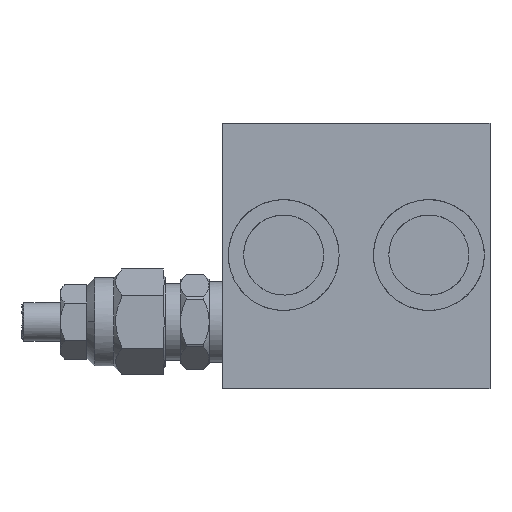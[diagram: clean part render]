
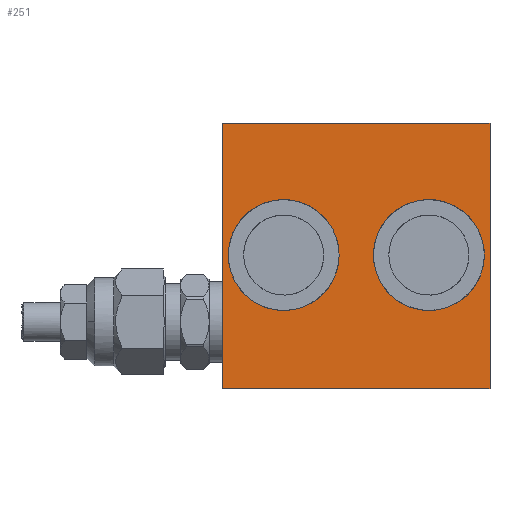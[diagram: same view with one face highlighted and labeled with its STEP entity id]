
A CAD part, left-side view. The second image highlights one B-rep face of the part: STEP entity #251.
In plain terms, the highlighted planar face has unit normal (-1, 0, 0).
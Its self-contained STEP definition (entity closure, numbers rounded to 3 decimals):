
#85=FACE_BOUND($,#1189,.T.);
#86=FACE_BOUND($,#1190,.T.);
#251=ADVANCED_FACE($,(#685,#85,#86),#5910,.T.);
#685=FACE_OUTER_BOUND($,#1188,.T.);
#1188=EDGE_LOOP($,(#2296,#2297,#2298,#2299));
#1189=EDGE_LOOP($,(#2300,#2301));
#1190=EDGE_LOOP($,(#2302,#2303));
#2296=ORIENTED_EDGE($,*,*,#4124,.T.);
#2297=ORIENTED_EDGE($,*,*,#4021,.F.);
#2298=ORIENTED_EDGE($,*,*,#4158,.F.);
#2299=ORIENTED_EDGE($,*,*,#4113,.T.);
#2300=ORIENTED_EDGE($,*,*,#4160,.F.);
#2301=ORIENTED_EDGE($,*,*,#4159,.F.);
#2302=ORIENTED_EDGE($,*,*,#4161,.F.);
#2303=ORIENTED_EDGE($,*,*,#4162,.F.);
#4021=EDGE_CURVE($,#5006,#5005,#6812,.T.);
#4113=EDGE_CURVE($,#5095,#5094,#6816,.T.);
#4124=EDGE_CURVE($,#5094,#5005,#6819,.T.);
#4158=EDGE_CURVE($,#5095,#5006,#6822,.T.);
#4159=EDGE_CURVE($,#5138,#5139,#6253,.T.);
#4160=EDGE_CURVE($,#5139,#5138,#6254,.T.);
#4161=EDGE_CURVE($,#5140,#5141,#6255,.T.);
#4162=EDGE_CURVE($,#5141,#5140,#6256,.T.);
#5005=VERTEX_POINT($,#14480);
#5006=VERTEX_POINT($,#14481);
#5094=VERTEX_POINT($,#14569);
#5095=VERTEX_POINT($,#14570);
#5138=VERTEX_POINT($,#14613);
#5139=VERTEX_POINT($,#14614);
#5140=VERTEX_POINT($,#14615);
#5141=VERTEX_POINT($,#14616);
#5910=PLANE($,#7230);
#6253=(
BOUNDED_CURVE()
B_SPLINE_CURVE(2,(#9940,#9941,#9942,#9943,#9944),.UNSPECIFIED.,.F.,.F.)
B_SPLINE_CURVE_WITH_KNOTS((3,2,3),(-3.142,-1.571,0.),
.UNSPECIFIED.)
CURVE()
GEOMETRIC_REPRESENTATION_ITEM()
RATIONAL_B_SPLINE_CURVE((1.,0.707,1.,0.707,1.))
REPRESENTATION_ITEM($)
);
#6254=(
BOUNDED_CURVE()
B_SPLINE_CURVE(2,(#9945,#9946,#9947,#9948,#9949),.UNSPECIFIED.,.F.,.F.)
B_SPLINE_CURVE_WITH_KNOTS((3,2,3),(-6.283,-4.712,-3.142),
.UNSPECIFIED.)
CURVE()
GEOMETRIC_REPRESENTATION_ITEM()
RATIONAL_B_SPLINE_CURVE((1.,0.707,1.,0.707,1.))
REPRESENTATION_ITEM($)
);
#6255=(
BOUNDED_CURVE()
B_SPLINE_CURVE(2,(#9950,#9951,#9952,#9953,#9954),.UNSPECIFIED.,.F.,.F.)
B_SPLINE_CURVE_WITH_KNOTS((3,2,3),(-3.142,-1.571,0.),
.UNSPECIFIED.)
CURVE()
GEOMETRIC_REPRESENTATION_ITEM()
RATIONAL_B_SPLINE_CURVE((1.,0.707,1.,0.707,1.))
REPRESENTATION_ITEM($)
);
#6256=(
BOUNDED_CURVE()
B_SPLINE_CURVE(2,(#9955,#9956,#9957,#9958,#9959),.UNSPECIFIED.,.F.,.F.)
B_SPLINE_CURVE_WITH_KNOTS((3,2,3),(-6.283,-4.712,-3.142),
.UNSPECIFIED.)
CURVE()
GEOMETRIC_REPRESENTATION_ITEM()
RATIONAL_B_SPLINE_CURVE((1.,0.707,1.,0.707,1.))
REPRESENTATION_ITEM($)
);
#6812=B_SPLINE_CURVE_WITH_KNOTS($,1,(#9315,#9316),.UNSPECIFIED.,.F.,.F.,
(2,2),(-35.,35.),.UNSPECIFIED.);
#6816=B_SPLINE_CURVE_WITH_KNOTS($,1,(#9755,#9756),.UNSPECIFIED.,.F.,.F.,
(2,2),(-35.,35.),.UNSPECIFIED.);
#6819=B_SPLINE_CURVE_WITH_KNOTS($,1,(#9793,#9794),.UNSPECIFIED.,.F.,.F.,
(2,2),(-34.75,34.75),.UNSPECIFIED.);
#6822=B_SPLINE_CURVE_WITH_KNOTS($,1,(#9938,#9939),.UNSPECIFIED.,.F.,.F.,
(2,2),(-34.75,34.75),.UNSPECIFIED.);
#7230=AXIS2_PLACEMENT_3D($,#11973,#7381,$);
#7381=DIRECTION($,(-1.,0.,0.));
#9315=CARTESIAN_POINT($,(654.5,70.,114.5));
#9316=CARTESIAN_POINT($,(654.5,0.,114.5));
#9755=CARTESIAN_POINT($,(654.5,70.,45.));
#9756=CARTESIAN_POINT($,(654.5,0.,45.));
#9793=CARTESIAN_POINT($,(654.5,0.,45.));
#9794=CARTESIAN_POINT($,(654.5,0.,114.5));
#9938=CARTESIAN_POINT($,(654.5,70.,45.));
#9939=CARTESIAN_POINT($,(654.5,70.,114.5));
#9940=CARTESIAN_POINT($,(654.5,39.5,80.));
#9941=CARTESIAN_POINT($,(654.5,39.5,94.5));
#9942=CARTESIAN_POINT($,(654.5,54.,94.5));
#9943=CARTESIAN_POINT($,(654.5,68.5,94.5));
#9944=CARTESIAN_POINT($,(654.5,68.5,80.));
#9945=CARTESIAN_POINT($,(654.5,68.5,80.));
#9946=CARTESIAN_POINT($,(654.5,68.5,65.5));
#9947=CARTESIAN_POINT($,(654.5,54.,65.5));
#9948=CARTESIAN_POINT($,(654.5,39.5,65.5));
#9949=CARTESIAN_POINT($,(654.5,39.5,80.));
#9950=CARTESIAN_POINT($,(654.5,1.5,80.));
#9951=CARTESIAN_POINT($,(654.5,1.5,94.5));
#9952=CARTESIAN_POINT($,(654.5,16.,94.5));
#9953=CARTESIAN_POINT($,(654.5,30.5,94.5));
#9954=CARTESIAN_POINT($,(654.5,30.5,80.));
#9955=CARTESIAN_POINT($,(654.5,30.5,80.));
#9956=CARTESIAN_POINT($,(654.5,30.5,65.5));
#9957=CARTESIAN_POINT($,(654.5,16.,65.5));
#9958=CARTESIAN_POINT($,(654.5,1.5,65.5));
#9959=CARTESIAN_POINT($,(654.5,1.5,80.));
#11973=CARTESIAN_POINT($,(654.5,0.,45.));
#14480=CARTESIAN_POINT($,(654.5,0.,114.5));
#14481=CARTESIAN_POINT($,(654.5,70.,114.5));
#14569=CARTESIAN_POINT($,(654.5,0.,45.));
#14570=CARTESIAN_POINT($,(654.5,70.,45.));
#14613=CARTESIAN_POINT($,(654.5,39.5,80.));
#14614=CARTESIAN_POINT($,(654.5,68.5,80.));
#14615=CARTESIAN_POINT($,(654.5,1.5,80.));
#14616=CARTESIAN_POINT($,(654.5,30.5,80.));
